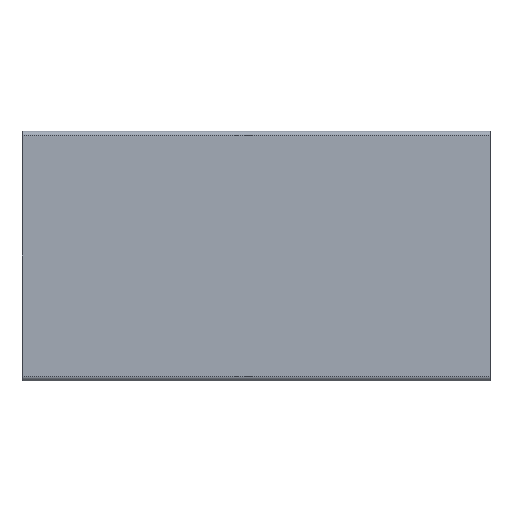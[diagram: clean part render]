
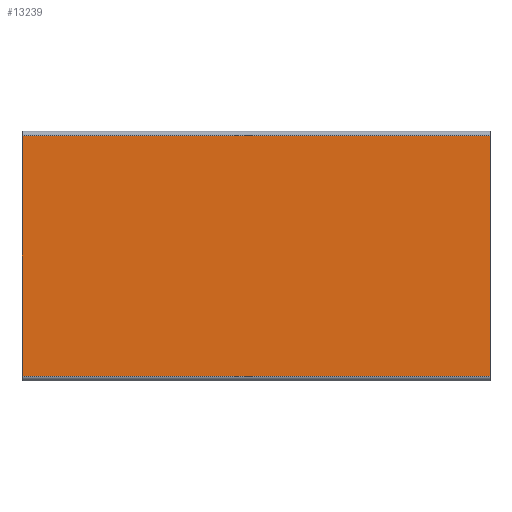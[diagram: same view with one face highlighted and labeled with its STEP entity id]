
A CAD part, left-side view. The second image highlights one B-rep face of the part: STEP entity #13239.
In plain terms, the highlighted face is planar.
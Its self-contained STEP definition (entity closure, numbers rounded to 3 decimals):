
#226 = AXIS2_PLACEMENT_3D ( 'NONE', #5862, #5865, #5866 ) ;
#1182 = VECTOR ( 'NONE', #8576, 1000. ) ;
#1191 = VECTOR ( 'NONE', #8825, 1000. ) ;
#1206 = VECTOR ( 'NONE', #12089, 1000. ) ;
#1236 = VECTOR ( 'NONE', #6174, 1000. ) ;
#4176 = ORIENTED_EDGE ( 'NONE', *, *, #14104, .F. ) ;
#4183 = ORIENTED_EDGE ( 'NONE', *, *, #14116, .T. ) ;
#4206 = ORIENTED_EDGE ( 'NONE', *, *, #14126, .F. ) ;
#4212 = ORIENTED_EDGE ( 'NONE', *, *, #14056, .T. ) ;
#5862 = CARTESIAN_POINT ( 'NONE',  ( 20., -77., -300. ) ) ;
#5865 = DIRECTION ( 'NONE',  ( 1., 0., 0. ) ) ;
#5866 = DIRECTION ( 'NONE',  ( 0., 0., -1. ) ) ;
#5867 = PLANE ( 'NONE',  #226 ) ;
#5909 = FACE_OUTER_BOUND ( 'NONE', #9167, .T. ) ;
#6124 = CARTESIAN_POINT ( 'NONE',  ( 20., 77., -300. ) ) ;
#6149 = LINE ( 'NONE', #6124, #1236 ) ;
#6174 = DIRECTION ( 'NONE',  ( 0., 0., 1. ) ) ;
#8482 = VERTEX_POINT ( 'NONE', #15308 ) ;
#8576 = DIRECTION ( 'NONE',  ( 0., 1., 0. ) ) ;
#8606 = LINE ( 'NONE', #8645, #1182 ) ;
#8645 = CARTESIAN_POINT ( 'NONE',  ( 20., -77., -300. ) ) ;
#8823 = CARTESIAN_POINT ( 'NONE',  ( 20., -77., 0. ) ) ;
#8825 = DIRECTION ( 'NONE',  ( 0., 1., 0. ) ) ;
#8867 = LINE ( 'NONE', #8823, #1191 ) ;
#9167 = EDGE_LOOP ( 'NONE', ( #4176, #4206, #4212, #4183 ) ) ;
#9422 = VERTEX_POINT ( 'NONE', #13109 ) ;
#9438 = VERTEX_POINT ( 'NONE', #13128 ) ;
#9453 = VERTEX_POINT ( 'NONE', #15627 ) ;
#12089 = DIRECTION ( 'NONE',  ( 0., 0., 1. ) ) ;
#12114 = CARTESIAN_POINT ( 'NONE',  ( 20., -77., -300. ) ) ;
#12129 = LINE ( 'NONE', #12114, #1206 ) ;
#13109 = CARTESIAN_POINT ( 'NONE',  ( 20., -77., 0. ) ) ;
#13128 = CARTESIAN_POINT ( 'NONE',  ( 20., 77., -300. ) ) ;
#13239 = ADVANCED_FACE ( 'PLANAR_22', ( #5909 ), #5867, .T. ) ;
#14056 = EDGE_CURVE ( 'NONE', #8482, #9438, #8606, .T. ) ;
#14104 = EDGE_CURVE ( 'NONE', #9422, #9453, #8867, .T. ) ;
#14116 = EDGE_CURVE ( 'NONE', #9438, #9453, #6149, .T. ) ;
#14126 = EDGE_CURVE ( 'NONE', #8482, #9422, #12129, .T. ) ;
#15308 = CARTESIAN_POINT ( 'NONE',  ( 20., -77., -300. ) ) ;
#15627 = CARTESIAN_POINT ( 'NONE',  ( 20., 77., 0. ) ) ;
